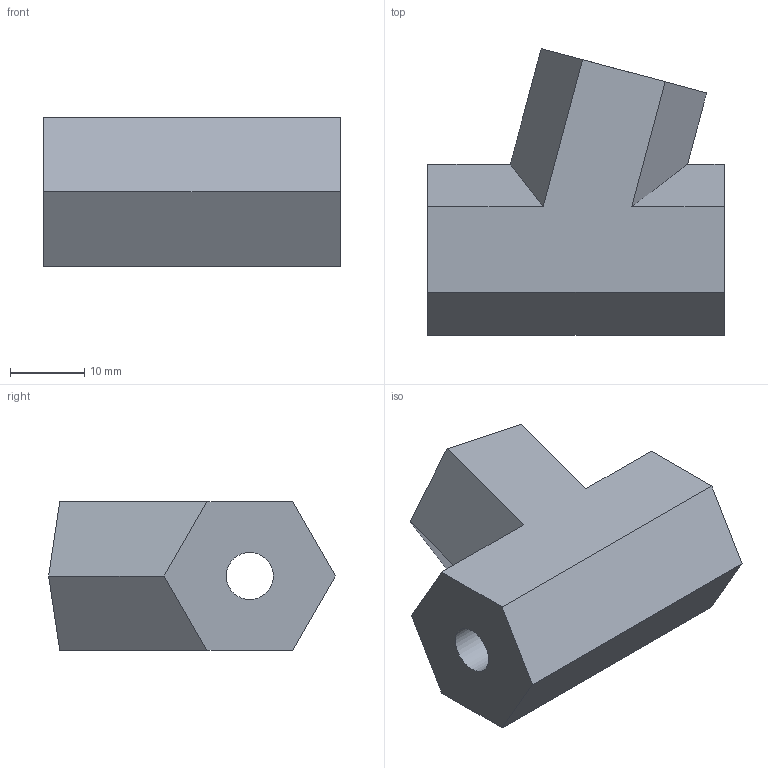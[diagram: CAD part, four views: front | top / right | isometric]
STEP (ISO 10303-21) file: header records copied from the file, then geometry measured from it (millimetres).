
FILE_DESCRIPTION(/* description */ (''),/* implementation_level */ '2;1');
FILE_NAME(/* name */ 'R2 L1 Ry0 Ry75 Ly180 S.step',/* time_stamp */ '2023-01-26T13:01:27+01:00',/* author */ (''),/* organization */ (''),/* preprocessor_version */ 'ST-DEVELOPER v19.2',/* originating_system */ 'Autodesk Translation Framework v11.17.0.187',/* authorisation */ '');
FILE_SCHEMA (('AUTOMOTIVE_DESIGN { 1 0 10303 214 3 1 1 }'));
Length unit declared in the file: millimetre
Products named in the file (1): R2 L1 Ry0 Ry75 Ly180 S
Bounding box: 40 x 38.68 x 20 mm (x, y, z)
Volume: 13053.8 mm3; surface area: 6451.4 mm2
Topology: 1 solids, 1 shells, 30 faces, 74 edges, 48 vertices
Faces by surface type: plane 25, cylinder 5
Full cylindrical faces by diameter (mm): 6.35 x1, 12 x2
Entity records: 930 total; most frequent: CARTESIAN_POINT 153, DIRECTION 152, ORIENTED_EDGE 148, EDGE_CURVE 74, LINE 58, VECTOR 58, VERTEX_POINT 48, AXIS2_PLACEMENT_3D 47
